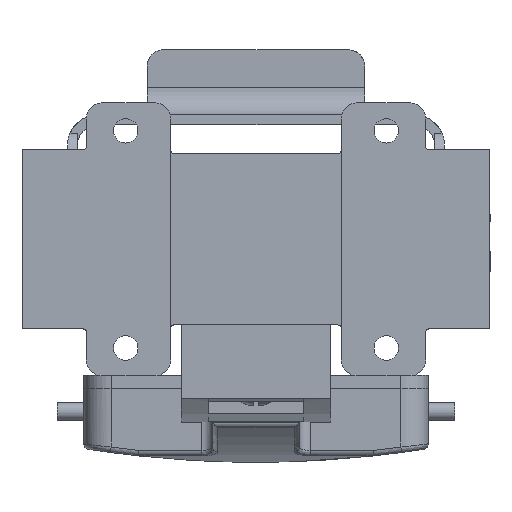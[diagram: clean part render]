
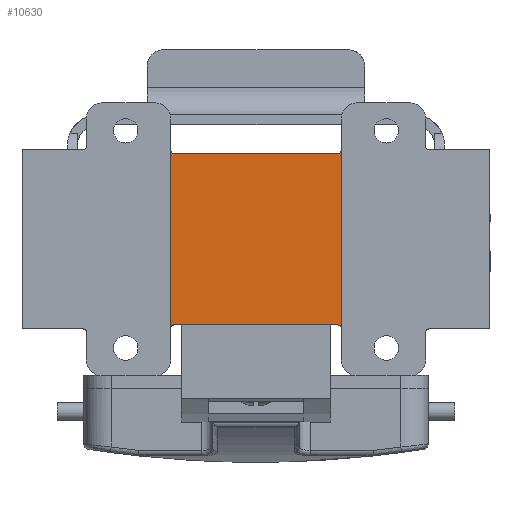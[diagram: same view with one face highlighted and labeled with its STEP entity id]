
A CAD part, front view. The second image highlights one B-rep face of the part: STEP entity #10630.
In plain terms, the highlighted planar face has unit normal (0, -1, 0).
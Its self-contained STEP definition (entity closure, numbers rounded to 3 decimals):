
#127 = CARTESIAN_POINT ( 'NONE',  ( 15.7, -51.35, 16.01 ) ) ;
#676 = ORIENTED_EDGE ( 'NONE', *, *, #19836, .T. ) ;
#823 = CARTESIAN_POINT ( 'NONE',  ( 26.73, -51.35, 15.761 ) ) ;
#869 = EDGE_CURVE ( 'NONE', #17252, #19171, #9798, .T. ) ;
#1379 = CARTESIAN_POINT ( 'NONE',  ( -15.451, -51.35, -15.761 ) ) ;
#1663 = CARTESIAN_POINT ( 'NONE',  ( 26.73, -51.35, -15.761 ) ) ;
#1825 = CARTESIAN_POINT ( 'NONE',  ( 15.7, -51.35, -16.01 ) ) ;
#2012 = VERTEX_POINT ( 'NONE', #4290 ) ;
#2039 = VECTOR ( 'NONE', #17222, 1000. ) ;
#2176 = ORIENTED_EDGE ( 'NONE', *, *, #15318, .T. ) ;
#2610 = CARTESIAN_POINT ( 'NONE',  ( -15.7, -51.35, 16.361 ) ) ;
#2812 = CARTESIAN_POINT ( 'NONE',  ( 15.1, -51.35, 15.761 ) ) ;
#3095 = CARTESIAN_POINT ( 'NONE',  ( -15.7, -51.35, 16.361 ) ) ;
#3099 = EDGE_CURVE ( 'NONE', #5309, #17070, #19457, .T. ) ;
#3158 =( BOUNDED_CURVE ( )  B_SPLINE_CURVE ( 3, ( #7896, #12750, #1379, #12825 ),
 .UNSPECIFIED., .F., .F. ) 
 B_SPLINE_CURVE_WITH_KNOTS ( ( 4, 4 ),
 ( 4.712, 6.283 ),
 .UNSPECIFIED. ) 
 CURVE ( )  GEOMETRIC_REPRESENTATION_ITEM ( )  RATIONAL_B_SPLINE_CURVE ( ( 1., 0.805, 0.805, 1. ) ) 
 REPRESENTATION_ITEM ( '' )  );
#3416 = CARTESIAN_POINT ( 'NONE',  ( 15.451, -51.35, 15.761 ) ) ;
#3565 = CARTESIAN_POINT ( 'NONE',  ( 15.7, -51.35, 9.865 ) ) ;
#4290 = CARTESIAN_POINT ( 'NONE',  ( 15.7, -51.35, 16.361 ) ) ;
#4958 = DIRECTION ( 'NONE',  ( -1., 0., 0. ) ) ;
#5309 = VERTEX_POINT ( 'NONE', #10887 ) ;
#5534 = CARTESIAN_POINT ( 'NONE',  ( -15.7, -51.35, -16.361 ) ) ;
#5549 =( BOUNDED_CURVE ( )  B_SPLINE_CURVE ( 3, ( #17895, #127, #3416, #14886 ),
 .UNSPECIFIED., .F., .F. ) 
 B_SPLINE_CURVE_WITH_KNOTS ( ( 4, 4 ),
 ( 4.712, 6.283 ),
 .UNSPECIFIED. ) 
 CURVE ( )  GEOMETRIC_REPRESENTATION_ITEM ( )  RATIONAL_B_SPLINE_CURVE ( ( 1., 0.805, 0.805, 1. ) ) 
 REPRESENTATION_ITEM ( '' )  );
#5756 = DIRECTION ( 'NONE',  ( 0., 0., 1. ) ) ;
#5895 = ORIENTED_EDGE ( 'NONE', *, *, #869, .F. ) ;
#5979 = VECTOR ( 'NONE', #5756, 1000. ) ;
#6469 = ORIENTED_EDGE ( 'NONE', *, *, #7469, .F. ) ;
#6701 = CARTESIAN_POINT ( 'NONE',  ( 15.1, -51.35, -15.761 ) ) ;
#7317 = CARTESIAN_POINT ( 'NONE',  ( -15.1, -51.35, -15.761 ) ) ;
#7469 = EDGE_CURVE ( 'NONE', #13885, #18081, #14720, .T. ) ;
#7886 = CARTESIAN_POINT ( 'NONE',  ( 15.7, -51.35, -16.361 ) ) ;
#7896 = CARTESIAN_POINT ( 'NONE',  ( -15.7, -51.35, -16.361 ) ) ;
#8181 = ORIENTED_EDGE ( 'NONE', *, *, #3099, .F. ) ;
#8565 = DIRECTION ( 'NONE',  ( 0., 1., 0. ) ) ;
#9041 = CARTESIAN_POINT ( 'NONE',  ( -15.7, -51.35, 9.865 ) ) ;
#9611 = CARTESIAN_POINT ( 'NONE',  ( -15.1, -51.35, 15.761 ) ) ;
#9798 = LINE ( 'NONE', #9041, #5979 ) ;
#9805 = ORIENTED_EDGE ( 'NONE', *, *, #16310, .T. ) ;
#10630 = ADVANCED_FACE ( 'NONE', ( #12073 ), #11785, .F. ) ;
#10887 = CARTESIAN_POINT ( 'NONE',  ( -15.1, -51.35, 15.761 ) ) ;
#11785 = PLANE ( 'NONE',  #15183 ) ;
#12073 = FACE_OUTER_BOUND ( 'NONE', #18623, .T. ) ;
#12750 = CARTESIAN_POINT ( 'NONE',  ( -15.7, -51.35, -16.01 ) ) ;
#12825 = CARTESIAN_POINT ( 'NONE',  ( -15.1, -51.35, -15.761 ) ) ;
#12896 = CARTESIAN_POINT ( 'NONE',  ( -15.7, -51.35, 16.01 ) ) ;
#13285 = CARTESIAN_POINT ( 'NONE',  ( 15.7, -51.35, -16.361 ) ) ;
#13885 = VERTEX_POINT ( 'NONE', #14862 ) ;
#14720 = LINE ( 'NONE', #1663, #18587 ) ;
#14862 = CARTESIAN_POINT ( 'NONE',  ( 15.1, -51.35, -15.761 ) ) ;
#14886 = CARTESIAN_POINT ( 'NONE',  ( 15.1, -51.35, 15.761 ) ) ;
#15183 = AXIS2_PLACEMENT_3D ( 'NONE', #18404, #8565, #20027 ) ;
#15318 = EDGE_CURVE ( 'NONE', #13885, #18271, #15655, .T. ) ;
#15320 = DIRECTION ( 'NONE',  ( 0., 0., 1. ) ) ;
#15655 =( BOUNDED_CURVE ( )  B_SPLINE_CURVE ( 3, ( #6701, #16505, #1825, #13285 ),
 .UNSPECIFIED., .F., .F. ) 
 B_SPLINE_CURVE_WITH_KNOTS ( ( 4, 4 ),
 ( 3.142, 4.712 ),
 .UNSPECIFIED. ) 
 CURVE ( )  GEOMETRIC_REPRESENTATION_ITEM ( )  RATIONAL_B_SPLINE_CURVE ( ( 1., 0.805, 0.805, 1. ) ) 
 REPRESENTATION_ITEM ( '' )  );
#15849 = ORIENTED_EDGE ( 'NONE', *, *, #19805, .T. ) ;
#16310 = EDGE_CURVE ( 'NONE', #2012, #17070, #5549, .T. ) ;
#16505 = CARTESIAN_POINT ( 'NONE',  ( 15.451, -51.35, -15.761 ) ) ;
#17070 = VERTEX_POINT ( 'NONE', #2812 ) ;
#17222 = DIRECTION ( 'NONE',  ( 1., 0., 0. ) ) ;
#17252 = VERTEX_POINT ( 'NONE', #5534 ) ;
#17593 = VECTOR ( 'NONE', #15320, 1000. ) ;
#17786 = CARTESIAN_POINT ( 'NONE',  ( -15.451, -51.35, 15.761 ) ) ;
#17895 = CARTESIAN_POINT ( 'NONE',  ( 15.7, -51.35, 16.361 ) ) ;
#18081 = VERTEX_POINT ( 'NONE', #7317 ) ;
#18104 = LINE ( 'NONE', #3565, #17593 ) ;
#18271 = VERTEX_POINT ( 'NONE', #7886 ) ;
#18404 = CARTESIAN_POINT ( 'NONE',  ( 26.73, -51.35, 9.865 ) ) ;
#18587 = VECTOR ( 'NONE', #4958, 1000. ) ;
#18623 = EDGE_LOOP ( 'NONE', ( #5895, #15849, #6469, #2176, #20521, #9805, #8181, #676 ) ) ;
#19171 = VERTEX_POINT ( 'NONE', #2610 ) ;
#19457 = LINE ( 'NONE', #823, #2039 ) ;
#19805 = EDGE_CURVE ( 'NONE', #17252, #18081, #3158, .T. ) ;
#19836 = EDGE_CURVE ( 'NONE', #5309, #19171, #20604, .T. ) ;
#20027 = DIRECTION ( 'NONE',  ( 0., 0., 1. ) ) ;
#20521 = ORIENTED_EDGE ( 'NONE', *, *, #20543, .T. ) ;
#20543 = EDGE_CURVE ( 'NONE', #18271, #2012, #18104, .T. ) ;
#20604 =( BOUNDED_CURVE ( )  B_SPLINE_CURVE ( 3, ( #9611, #17786, #12896, #3095 ),
 .UNSPECIFIED., .F., .F. ) 
 B_SPLINE_CURVE_WITH_KNOTS ( ( 4, 4 ),
 ( 3.142, 4.712 ),
 .UNSPECIFIED. ) 
 CURVE ( )  GEOMETRIC_REPRESENTATION_ITEM ( )  RATIONAL_B_SPLINE_CURVE ( ( 1., 0.805, 0.805, 1. ) ) 
 REPRESENTATION_ITEM ( '' )  );
